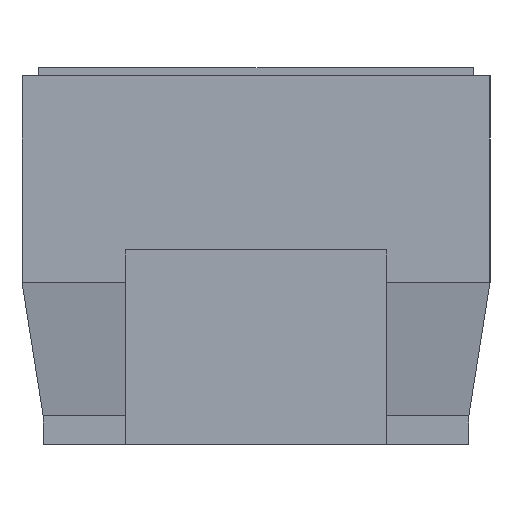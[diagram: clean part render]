
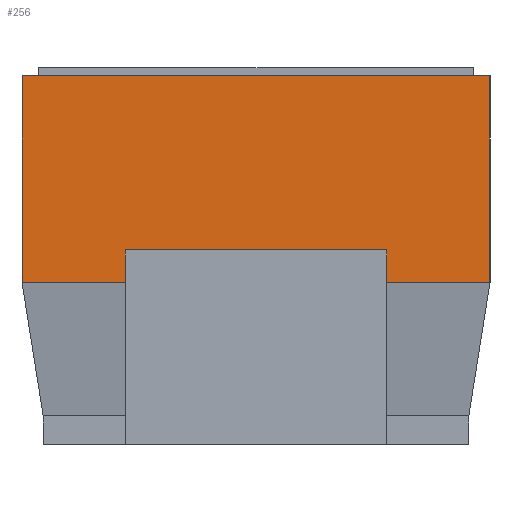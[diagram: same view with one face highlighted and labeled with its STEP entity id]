
A CAD part, left-side view. The second image highlights one B-rep face of the part: STEP entity #256.
In plain terms, the highlighted planar face has unit normal (-1, 0, 0).
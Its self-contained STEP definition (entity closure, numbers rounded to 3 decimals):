
#166=VERTEX_POINT('',#167);
#167=CARTESIAN_POINT('',(-2.636,-1.46,2.3));
#184=VERTEX_POINT('',#185);
#185=CARTESIAN_POINT('',(-2.636,1.46,2.3));
#191=EDGE_CURVE('',#184,#166,#192,.F.);
#192=LINE('',#193,#194);
#193=CARTESIAN_POINT('',(-2.636,-1.46,2.3));
#194=VECTOR('',#195,1.0);
#195=DIRECTION('',(0.0,1.0,0.0));
#237=VERTEX_POINT('',#238);
#238=CARTESIAN_POINT('',(-2.636,1.46,1.01));
#244=EDGE_CURVE('',#237,#184,#245,.F.);
#245=LINE('',#246,#247);
#246=CARTESIAN_POINT('',(-2.636,1.46,2.3));
#247=VECTOR('',#248,1.0);
#248=DIRECTION('',(0.0,0.0,-1.0));
#256=ADVANCED_FACE('',(#257),#275,.T.);
#257=FACE_BOUND('',#258,.T.);
#258=EDGE_LOOP('',(#259,#267,#273,#274));
#259=ORIENTED_EDGE('',*,*,#260,.T.);
#260=EDGE_CURVE('',#237,#261,#263,.F.);
#261=VERTEX_POINT('',#262);
#262=CARTESIAN_POINT('',(-2.636,-1.46,1.01));
#263=LINE('',#264,#265);
#264=CARTESIAN_POINT('',(-2.636,-1.46,1.01));
#265=VECTOR('',#266,1.0);
#266=DIRECTION('',(0.0,1.0,0.0));
#267=ORIENTED_EDGE('',*,*,#268,.T.);
#268=EDGE_CURVE('',#261,#166,#269,.F.);
#269=LINE('',#270,#271);
#270=CARTESIAN_POINT('',(-2.636,-1.46,2.3));
#271=VECTOR('',#272,1.0);
#272=DIRECTION('',(0.0,0.0,-1.0));
#273=ORIENTED_EDGE('',*,*,#191,.F.);
#274=ORIENTED_EDGE('',*,*,#244,.F.);
#275=PLANE('',#276);
#276=AXIS2_PLACEMENT_3D('',#277,#278,#279);
#277=CARTESIAN_POINT('',(-2.636,1.46,1.01));
#278=DIRECTION('',(-1.0,0.0,0.0));
#279=DIRECTION('',(0.0,0.0,1.0));
